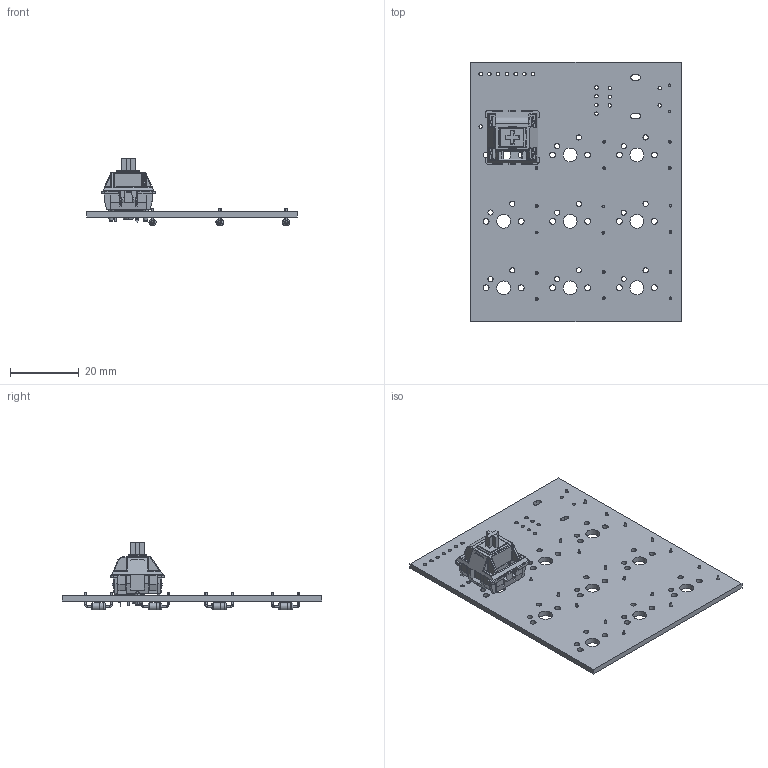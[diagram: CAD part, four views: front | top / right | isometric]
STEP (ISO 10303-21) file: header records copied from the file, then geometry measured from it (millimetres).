
FILE_DESCRIPTION(('KiCad electronic assembly'),'2;1');
FILE_NAME('retrypad.step','2024-10-18T14:57:21',('Pcbnew'),('Kicad'), 'Open CASCADE STEP processor 7.8','KiCad to STEP converter','Unknown' );
FILE_SCHEMA(('AUTOMOTIVE_DESIGN { 1 0 10303 214 1 1 1 1 }'));
Length unit declared in the file: millimetre
Products named in the file (6): retrypad 1; MX_PCB; SW_Cherry_MX_PCB_cp; D_DO-35_SOD27_P7.62mm_Horizontal; retrypad_PCB
Assembly tree (14 placements, depth 3):
  retrypad 1
    MX_PCB
      SW_Cherry_MX_PCB_cp
    D_DO-35_SOD27_P7.62mm_Horizontal  x10
      D_DO-35_SOD27_P7.62mm_Horizontal
    retrypad_PCB
Bounding box: 61.08 x 75.17 x 19.65 mm (x, y, z)
Volume: 8147.7 mm3; surface area: 13664.2 mm2
Topology: 28 solids, 28 shells, 1204 faces, 3021 edges, 1903 vertices
Faces by surface type: plane 654, cylinder 406, torus 76, bspline 32, sphere 26, cone 10
Full cylindrical faces by diameter (mm): 0.5 x30, 0.8 x20, 1 x23, 1.5 x18, 1.7 x18, 2 x20, 2.02 x10, 4 x9
Entity records: 48963 total; most frequent: CARTESIAN_POINT 15478, ORIENTED_EDGE 5602, DIRECTION 5339, EDGE_CURVE 2801, LINE 1959, VECTOR 1959, VERTEX_POINT 1777, AXIS2_PLACEMENT_3D 1690
